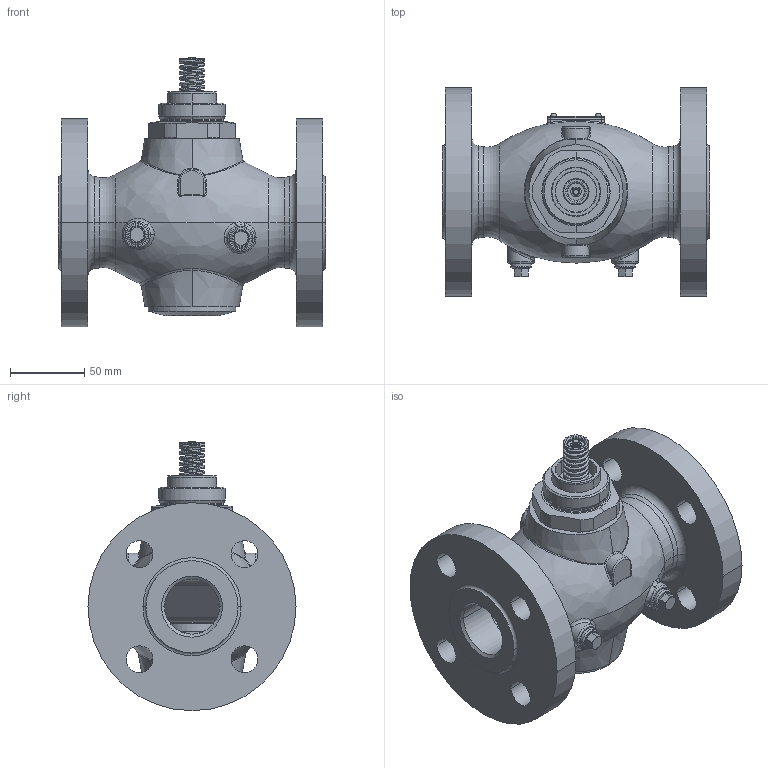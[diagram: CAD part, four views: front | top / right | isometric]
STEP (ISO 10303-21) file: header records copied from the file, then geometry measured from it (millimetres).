
FILE_DESCRIPTION((''),'2;1');
FILE_NAME('065B0797','2010-01-04T',('u243613'),('Danfoss Trata d.o.o.'),'PRO/ENGINEER BY PARAMETRIC TECHNOLOGY CORPORATION, 2009230','PRO/ENGINEER BY PARAMETRIC TECHNOLOGY CORPORATION, 2009230','');
FILE_SCHEMA(('CONFIG_CONTROL_DESIGN'));
Length unit declared in the file: millimetre
Products named in the file (1): 065B0797
Bounding box: 180 x 140 x 181.3 mm (x, y, z)
Volume: 1019065.8 mm3; surface area: 193009.9 mm2
Topology: 1 solids, 1 shells, 672 faces, 1526 edges, 901 vertices
Faces by surface type: cylinder 203, plane 179, torus 112, cone 85, bspline 82, sphere 11
Entity records: 40836 total; most frequent: CARTESIAN_POINT 25977, DIRECTION 3219, ORIENTED_EDGE 3040, EDGE_CURVE 1520, AXIS2_PLACEMENT_3D 1382, VERTEX_POINT 901, CIRCLE 792, EDGE_LOOP 753
